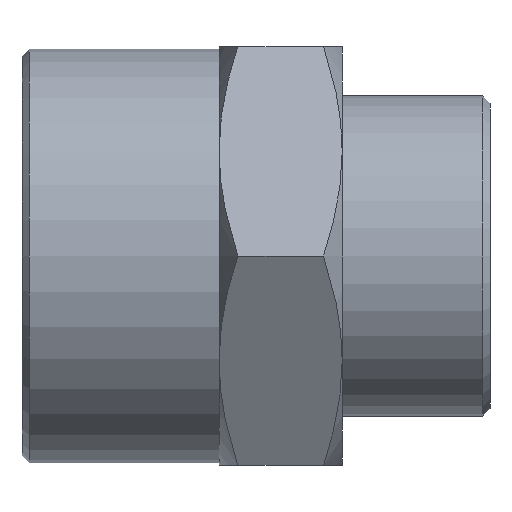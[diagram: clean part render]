
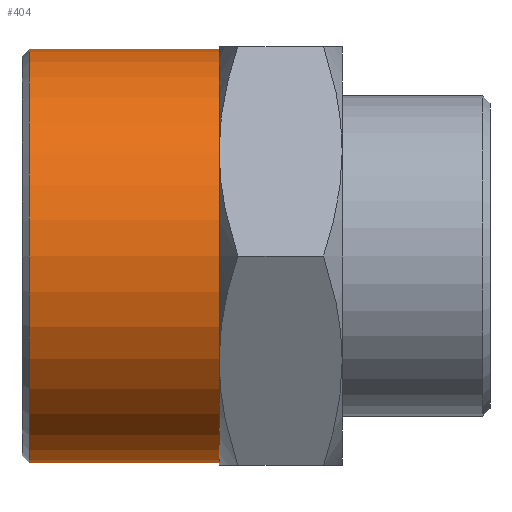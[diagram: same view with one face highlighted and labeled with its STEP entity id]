
A CAD part, left-side view. The second image highlights one B-rep face of the part: STEP entity #404.
In plain terms, the highlighted cylindrical face has radius 8.4 mm (diameter 16.8 mm), a full revolution.
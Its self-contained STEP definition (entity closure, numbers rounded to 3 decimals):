
#32=CYLINDRICAL_SURFACE('',#456,8.4);
#90=ORIENTED_EDGE('',*,*,#197,.F.);
#91=ORIENTED_EDGE('',*,*,#196,.T.);
#196=EDGE_CURVE('',#246,#246,#276,.T.);
#197=EDGE_CURVE('',#247,#247,#277,.T.);
#246=VERTEX_POINT('',#683);
#247=VERTEX_POINT('',#686);
#276=CIRCLE('',#455,8.4);
#277=CIRCLE('',#457,8.4);
#302=EDGE_LOOP('',(#90));
#303=EDGE_LOOP('',(#91));
#346=FACE_BOUND('',#302,.T.);
#347=FACE_BOUND('',#303,.T.);
#404=ADVANCED_FACE('',(#346,#347),#32,.T.);
#455=AXIS2_PLACEMENT_3D('',#682,#526,#527);
#456=AXIS2_PLACEMENT_3D('',#684,#528,#529);
#457=AXIS2_PLACEMENT_3D('',#685,#530,#531);
#526=DIRECTION('',(0.,-1.,0.));
#527=DIRECTION('',(0.,0.,-1.));
#528=DIRECTION('',(0.,-1.,0.));
#529=DIRECTION('',(0.,0.,-1.));
#530=DIRECTION('',(0.,-1.,0.));
#531=DIRECTION('',(0.,0.,-1.));
#682=CARTESIAN_POINT('',(0.,18.7,0.));
#683=CARTESIAN_POINT('',(0.,18.7,-8.4));
#684=CARTESIAN_POINT('',(0.,0.,0.));
#685=CARTESIAN_POINT('',(0.,11.,0.));
#686=CARTESIAN_POINT('',(0.,11.,-8.4));
